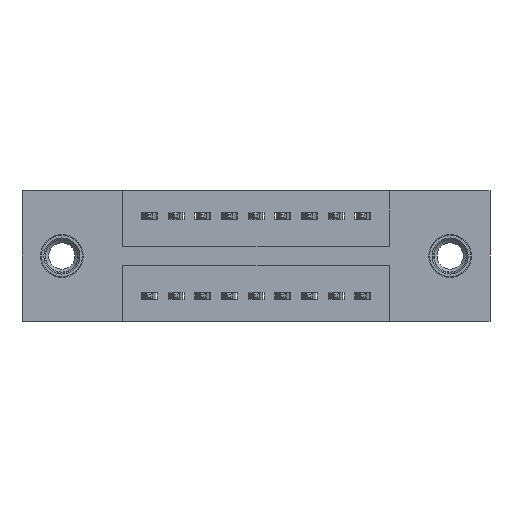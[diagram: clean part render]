
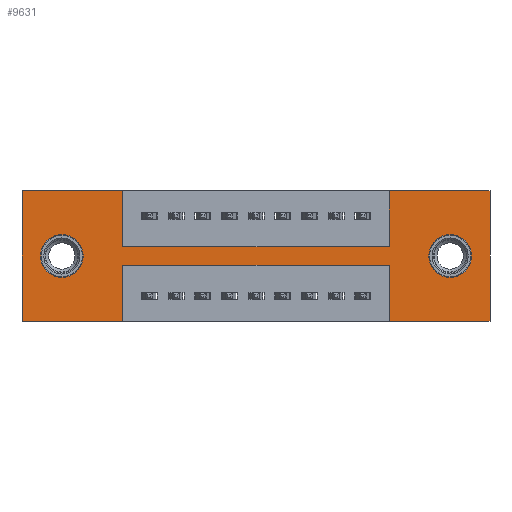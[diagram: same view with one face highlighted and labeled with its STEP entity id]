
A CAD part, front view. The second image highlights one B-rep face of the part: STEP entity #9631.
In plain terms, the highlighted planar face has unit normal (0, -1, 0).
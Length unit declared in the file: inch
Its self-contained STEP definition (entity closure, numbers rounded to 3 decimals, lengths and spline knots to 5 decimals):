
#26 = AXIS2_PLACEMENT_3D ( 'NONE', #2522, #3409, #870 ) ;
#87 = FACE_BOUND ( 'NONE', #7610, .T. ) ;
#100 = ORIENTED_EDGE ( 'NONE', *, *, #6068, .F. ) ;
#161 = DIRECTION ( 'NONE',  ( -1., 0., 0. ) ) ;
#197 = CARTESIAN_POINT ( 'NONE',  ( 1.6055, 0., -0.245 ) ) ;
#275 = EDGE_CURVE ( 'NONE', #441, #8787, #2966, .T. ) ;
#337 = DIRECTION ( 'NONE',  ( -1., 0., 0. ) ) ;
#427 = VERTEX_POINT ( 'NONE', #6594 ) ;
#430 = DIRECTION ( 'NONE',  ( 0., 0., -1. ) ) ;
#441 = VERTEX_POINT ( 'NONE', #8284 ) ;
#550 = ORIENTED_EDGE ( 'NONE', *, *, #7147, .F. ) ;
#689 = VERTEX_POINT ( 'NONE', #3852 ) ;
#731 = VECTOR ( 'NONE', #7678, 39.37008 ) ;
#870 = DIRECTION ( 'NONE',  ( 0., 0., 1. ) ) ;
#933 = VERTEX_POINT ( 'NONE', #10815 ) ;
#1123 = EDGE_CURVE ( 'NONE', #3359, #1155, #7706, .T. ) ;
#1155 = VERTEX_POINT ( 'NONE', #9411 ) ;
#1282 = CARTESIAN_POINT ( 'NONE',  ( 0.3775, 0., -0.21 ) ) ;
#1314 = FACE_BOUND ( 'NONE', #5035, .T. ) ;
#1467 = AXIS2_PLACEMENT_3D ( 'NONE', #3685, #10672, #4606 ) ;
#1532 = DIRECTION ( 'NONE',  ( 0., 0., -1. ) ) ;
#1560 = DIRECTION ( 'NONE',  ( 0., 0., -1. ) ) ;
#1579 = ORIENTED_EDGE ( 'NONE', *, *, #8843, .T. ) ;
#1657 = LINE ( 'NONE', #4274, #8324 ) ;
#1671 = VECTOR ( 'NONE', #161, 39.37008 ) ;
#1707 = AXIS2_PLACEMENT_3D ( 'NONE', #2753, #8974, #4655 ) ;
#1750 = EDGE_LOOP ( 'NONE', ( #5624, #8682, #550, #8780, #6743, #5113, #9524, #7980, #7667, #3473, #100, #10876 ) ) ;
#1813 = DIRECTION ( 'NONE',  ( 1., 0., 0. ) ) ;
#1949 = VECTOR ( 'NONE', #10324, 39.37008 ) ;
#2386 = VECTOR ( 'NONE', #11181, 39.37008 ) ;
#2522 = CARTESIAN_POINT ( 'NONE',  ( 0.1495, 0., -0.245 ) ) ;
#2620 = AXIS2_PLACEMENT_3D ( 'NONE', #197, #6140, #10461 ) ;
#2661 = ORIENTED_EDGE ( 'NONE', *, *, #275, .T. ) ;
#2753 = CARTESIAN_POINT ( 'NONE',  ( 1.6055, 0., -0.245 ) ) ;
#2884 = LINE ( 'NONE', #9468, #731 ) ;
#2966 = CIRCLE ( 'NONE', #1707, 0.08 ) ;
#3044 = ORIENTED_EDGE ( 'NONE', *, *, #7827, .T. ) ;
#3323 = CARTESIAN_POINT ( 'NONE',  ( 0.3775, 0., -0.28 ) ) ;
#3359 = VERTEX_POINT ( 'NONE', #10129 ) ;
#3409 = DIRECTION ( 'NONE',  ( 0., 1., 0. ) ) ;
#3434 = EDGE_CURVE ( 'NONE', #689, #8538, #9338, .T. ) ;
#3473 = ORIENTED_EDGE ( 'NONE', *, *, #9783, .F. ) ;
#3503 = VERTEX_POINT ( 'NONE', #4264 ) ;
#3685 = CARTESIAN_POINT ( 'NONE',  ( 0.1495, 0., -0.245 ) ) ;
#3800 = AXIS2_PLACEMENT_3D ( 'NONE', #10099, #4901, #430 ) ;
#3852 = CARTESIAN_POINT ( 'NONE',  ( 1.3775, 0., -0.21 ) ) ;
#3957 = EDGE_CURVE ( 'NONE', #7055, #8820, #11124, .T. ) ;
#4012 = CARTESIAN_POINT ( 'NONE',  ( 1.755, 0., 0. ) ) ;
#4055 = DIRECTION ( 'NONE',  ( 1., 0., 0. ) ) ;
#4254 = CARTESIAN_POINT ( 'NONE',  ( 0.1495, 0., -0.165 ) ) ;
#4264 = CARTESIAN_POINT ( 'NONE',  ( 1.755, 0., -0.49 ) ) ;
#4274 = CARTESIAN_POINT ( 'NONE',  ( 0.3775, 0., -0.21 ) ) ;
#4332 = CARTESIAN_POINT ( 'NONE',  ( 0.3775, 0., 0. ) ) ;
#4606 = DIRECTION ( 'NONE',  ( 0., 0., 1. ) ) ;
#4629 = EDGE_CURVE ( 'NONE', #8820, #427, #10415, .T. ) ;
#4655 = DIRECTION ( 'NONE',  ( 0., 0., -1. ) ) ;
#4901 = DIRECTION ( 'NONE',  ( 0., -1., 0. ) ) ;
#5035 = EDGE_LOOP ( 'NONE', ( #3044, #1579 ) ) ;
#5084 = CARTESIAN_POINT ( 'NONE',  ( 0.3775, 0., -0.28 ) ) ;
#5093 = LINE ( 'NONE', #10580, #1671 ) ;
#5113 = ORIENTED_EDGE ( 'NONE', *, *, #5413, .F. ) ;
#5119 = VECTOR ( 'NONE', #7349, 39.37008 ) ;
#5341 = CARTESIAN_POINT ( 'NONE',  ( 1.3775, 0., -0.49 ) ) ;
#5413 = EDGE_CURVE ( 'NONE', #933, #3359, #5093, .T. ) ;
#5500 = VECTOR ( 'NONE', #4055, 39.37008 ) ;
#5537 = VECTOR ( 'NONE', #1813, 39.37008 ) ;
#5604 = CARTESIAN_POINT ( 'NONE',  ( 1.3775, 0., -0.28 ) ) ;
#5624 = ORIENTED_EDGE ( 'NONE', *, *, #3434, .F. ) ;
#5704 = CARTESIAN_POINT ( 'NONE',  ( 1.3775, 0., -0.21 ) ) ;
#5804 = CARTESIAN_POINT ( 'NONE',  ( 1.3775, 0., 0. ) ) ;
#5875 = CARTESIAN_POINT ( 'NONE',  ( 0.3775, 0., -0.21 ) ) ;
#5877 = CARTESIAN_POINT ( 'NONE',  ( 1.6055, 0., -0.165 ) ) ;
#5895 = LINE ( 'NONE', #5875, #5500 ) ;
#5943 = EDGE_CURVE ( 'NONE', #427, #933, #6056, .T. ) ;
#6018 = CIRCLE ( 'NONE', #1467, 0.08 ) ;
#6056 = LINE ( 'NONE', #3323, #8209 ) ;
#6068 = EDGE_CURVE ( 'NONE', #8582, #3503, #2884, .T. ) ;
#6140 = DIRECTION ( 'NONE',  ( 0., 1., 0. ) ) ;
#6405 = VERTEX_POINT ( 'NONE', #4332 ) ;
#6594 = CARTESIAN_POINT ( 'NONE',  ( 0.3775, 0., -0.28 ) ) ;
#6654 = DIRECTION ( 'NONE',  ( 0., 0., 1. ) ) ;
#6741 = EDGE_CURVE ( 'NONE', #8538, #8582, #9416, .T. ) ;
#6743 = ORIENTED_EDGE ( 'NONE', *, *, #1123, .F. ) ;
#6744 = CARTESIAN_POINT ( 'NONE',  ( 1.3775, 0., -0.28 ) ) ;
#6852 = EDGE_CURVE ( 'NONE', #7151, #689, #5895, .T. ) ;
#6926 = CIRCLE ( 'NONE', #26, 0.08 ) ;
#7055 = VERTEX_POINT ( 'NONE', #5341 ) ;
#7147 = EDGE_CURVE ( 'NONE', #6405, #7151, #1657, .T. ) ;
#7149 = LINE ( 'NONE', #10430, #5537 ) ;
#7151 = VERTEX_POINT ( 'NONE', #1282 ) ;
#7349 = DIRECTION ( 'NONE',  ( 0., 0., 1. ) ) ;
#7480 = PLANE ( 'NONE',  #3800 ) ;
#7610 = EDGE_LOOP ( 'NONE', ( #10227, #2661 ) ) ;
#7667 = ORIENTED_EDGE ( 'NONE', *, *, #3957, .F. ) ;
#7678 = DIRECTION ( 'NONE',  ( 0., 0., -1. ) ) ;
#7706 = LINE ( 'NONE', #11108, #2386 ) ;
#7711 = VERTEX_POINT ( 'NONE', #4254 ) ;
#7827 = EDGE_CURVE ( 'NONE', #7711, #9933, #6018, .T. ) ;
#7980 = ORIENTED_EDGE ( 'NONE', *, *, #4629, .F. ) ;
#8209 = VECTOR ( 'NONE', #1560, 39.37008 ) ;
#8284 = CARTESIAN_POINT ( 'NONE',  ( 1.6055, 0., -0.325 ) ) ;
#8324 = VECTOR ( 'NONE', #1532, 39.37008 ) ;
#8538 = VERTEX_POINT ( 'NONE', #5804 ) ;
#8582 = VERTEX_POINT ( 'NONE', #4012 ) ;
#8682 = ORIENTED_EDGE ( 'NONE', *, *, #6852, .F. ) ;
#8780 = ORIENTED_EDGE ( 'NONE', *, *, #9994, .F. ) ;
#8787 = VERTEX_POINT ( 'NONE', #5877 ) ;
#8820 = VERTEX_POINT ( 'NONE', #6744 ) ;
#8843 = EDGE_CURVE ( 'NONE', #9933, #7711, #6926, .T. ) ;
#8974 = DIRECTION ( 'NONE',  ( 0., 1., 0. ) ) ;
#9051 = VECTOR ( 'NONE', #337, 39.37008 ) ;
#9322 = LINE ( 'NONE', #9897, #9051 ) ;
#9338 = LINE ( 'NONE', #5704, #9612 ) ;
#9411 = CARTESIAN_POINT ( 'NONE',  ( 0., 0., 0. ) ) ;
#9416 = LINE ( 'NONE', #9677, #10809 ) ;
#9468 = CARTESIAN_POINT ( 'NONE',  ( 1.755, 0., 0. ) ) ;
#9524 = ORIENTED_EDGE ( 'NONE', *, *, #5943, .F. ) ;
#9612 = VECTOR ( 'NONE', #6654, 39.37008 ) ;
#9631 = ADVANCED_FACE ( 'NONE', ( #87, #1314, #10152 ), #7480, .T. ) ;
#9677 = CARTESIAN_POINT ( 'NONE',  ( 0., 0., 0. ) ) ;
#9783 = EDGE_CURVE ( 'NONE', #3503, #7055, #9322, .T. ) ;
#9835 = DIRECTION ( 'NONE',  ( 1., 0., 0. ) ) ;
#9897 = CARTESIAN_POINT ( 'NONE',  ( 0., 0., -0.49 ) ) ;
#9933 = VERTEX_POINT ( 'NONE', #11129 ) ;
#9994 = EDGE_CURVE ( 'NONE', #1155, #6405, #7149, .T. ) ;
#10099 = CARTESIAN_POINT ( 'NONE',  ( 0., 0., -0.49 ) ) ;
#10129 = CARTESIAN_POINT ( 'NONE',  ( 0., 0., -0.49 ) ) ;
#10152 = FACE_OUTER_BOUND ( 'NONE', #1750, .T. ) ;
#10227 = ORIENTED_EDGE ( 'NONE', *, *, #10340, .T. ) ;
#10273 = CIRCLE ( 'NONE', #2620, 0.08 ) ;
#10324 = DIRECTION ( 'NONE',  ( -1., 0., 0. ) ) ;
#10340 = EDGE_CURVE ( 'NONE', #8787, #441, #10273, .T. ) ;
#10415 = LINE ( 'NONE', #5084, #1949 ) ;
#10430 = CARTESIAN_POINT ( 'NONE',  ( 0., 0., 0. ) ) ;
#10461 = DIRECTION ( 'NONE',  ( 0., 0., -1. ) ) ;
#10580 = CARTESIAN_POINT ( 'NONE',  ( 0., 0., -0.49 ) ) ;
#10672 = DIRECTION ( 'NONE',  ( 0., 1., 0. ) ) ;
#10809 = VECTOR ( 'NONE', #9835, 39.37008 ) ;
#10815 = CARTESIAN_POINT ( 'NONE',  ( 0.3775, 0., -0.49 ) ) ;
#10876 = ORIENTED_EDGE ( 'NONE', *, *, #6741, .F. ) ;
#11108 = CARTESIAN_POINT ( 'NONE',  ( 0., 0., 0. ) ) ;
#11124 = LINE ( 'NONE', #5604, #5119 ) ;
#11129 = CARTESIAN_POINT ( 'NONE',  ( 0.1495, 0., -0.325 ) ) ;
#11181 = DIRECTION ( 'NONE',  ( 0., 0., 1. ) ) ;
